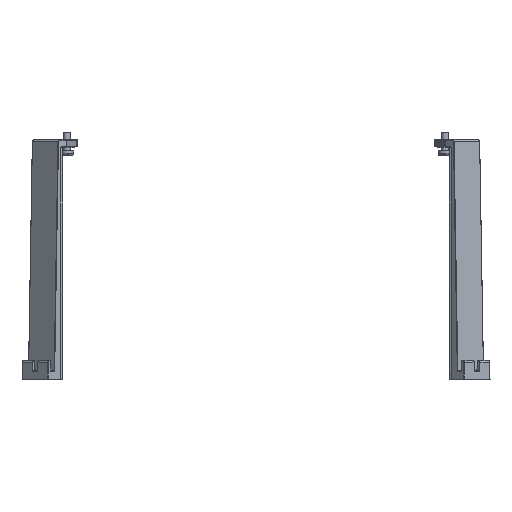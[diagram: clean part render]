
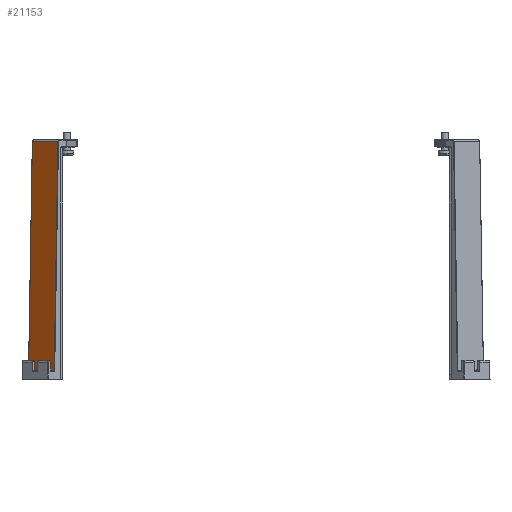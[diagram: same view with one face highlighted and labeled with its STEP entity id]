
A CAD part, front view. The second image highlights one B-rep face of the part: STEP entity #21153.
In plain terms, the highlighted planar face has unit normal (-0.707, -0.707, 0.023).
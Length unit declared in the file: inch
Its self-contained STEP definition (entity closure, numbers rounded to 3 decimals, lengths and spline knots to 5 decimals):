
#1515 = CARTESIAN_POINT ( 'NONE',  ( -6.06121, -6.36824, -0.531 ) ) ;
#3670 = CARTESIAN_POINT ( 'NONE',  ( -6.16411, -6.47115, -6.799 ) ) ;
#6406 = EDGE_CURVE ( 'NONE', #47773, #41215, #19111, .T. ) ;
#8784 = DIRECTION ( 'NONE',  ( 0.707, -0.707, 0. ) ) ;
#14672 = AXIS2_PLACEMENT_3D ( 'NONE', #78541, #40434, #35220 ) ;
#18977 = CARTESIAN_POINT ( 'NONE',  ( -5.36921, -7.06217, -0.58961 ) ) ;
#19061 = ORIENTED_EDGE ( 'NONE', *, *, #6406, .T. ) ;
#19111 = LINE ( 'NONE', #64325, #78010 ) ;
#19634 = DIRECTION ( 'NONE',  ( -0.016, -0.016, -1. ) ) ;
#21153 = ADVANCED_FACE ( 'NONE', ( #27608 ), #52177, .T. ) ;
#23390 = LINE ( 'NONE', #72345, #29600 ) ;
#26143 = VECTOR ( 'NONE', #8784, 39.37008 ) ;
#27608 = FACE_OUTER_BOUND ( 'NONE', #51394, .T. ) ;
#29600 = VECTOR ( 'NONE', #30169, 39.37008 ) ;
#30169 = DIRECTION ( 'NONE',  ( 0.016, 0.016, 1. ) ) ;
#35220 = DIRECTION ( 'NONE',  ( 0.016, 0.016, 1. ) ) ;
#35375 = CARTESIAN_POINT ( 'NONE',  ( -5.47115, -7.16411, -6.799 ) ) ;
#35386 = VERTEX_POINT ( 'NONE', #3670 ) ;
#40434 = DIRECTION ( 'NONE',  ( -0.707, -0.707, 0.023 ) ) ;
#41215 = VERTEX_POINT ( 'NONE', #54586 ) ;
#44576 = CARTESIAN_POINT ( 'NONE',  ( -5.81763, -6.81763, -6.799 ) ) ;
#44670 = VECTOR ( 'NONE', #19634, 39.37008 ) ;
#47773 = VERTEX_POINT ( 'NONE', #18977 ) ;
#50047 = ORIENTED_EDGE ( 'NONE', *, *, #73658, .T. ) ;
#51394 = EDGE_LOOP ( 'NONE', ( #19061, #59815, #50047, #52055 ) ) ;
#51553 = DIRECTION ( 'NONE',  ( -0.707, 0.707, 0. ) ) ;
#52055 = ORIENTED_EDGE ( 'NONE', *, *, #62935, .T. ) ;
#52177 = PLANE ( 'NONE',  #14672 ) ;
#54586 = CARTESIAN_POINT ( 'NONE',  ( -6.06217, -6.36921, -0.58961 ) ) ;
#59815 = ORIENTED_EDGE ( 'NONE', *, *, #60507, .T. ) ;
#60507 = EDGE_CURVE ( 'NONE', #41215, #35386, #69414, .T. ) ;
#62935 = EDGE_CURVE ( 'NONE', #67764, #47773, #23390, .T. ) ;
#64325 = CARTESIAN_POINT ( 'NONE',  ( -5.71569, -6.71569, -0.58961 ) ) ;
#67764 = VERTEX_POINT ( 'NONE', #35375 ) ;
#69414 = LINE ( 'NONE', #1515, #44670 ) ;
#72345 = CARTESIAN_POINT ( 'NONE',  ( -5.36824, -7.06121, -0.531 ) ) ;
#73658 = EDGE_CURVE ( 'NONE', #35386, #67764, #76234, .T. ) ;
#76234 = LINE ( 'NONE', #44576, #26143 ) ;
#78010 = VECTOR ( 'NONE', #51553, 39.37008 ) ;
#78541 = CARTESIAN_POINT ( 'NONE',  ( -5.71473, -6.71473, -0.531 ) ) ;
